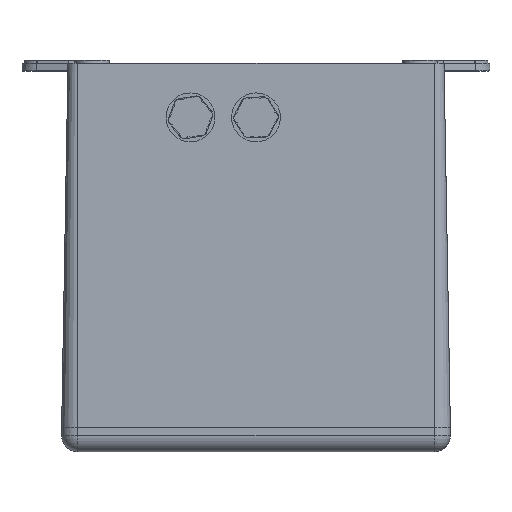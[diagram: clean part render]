
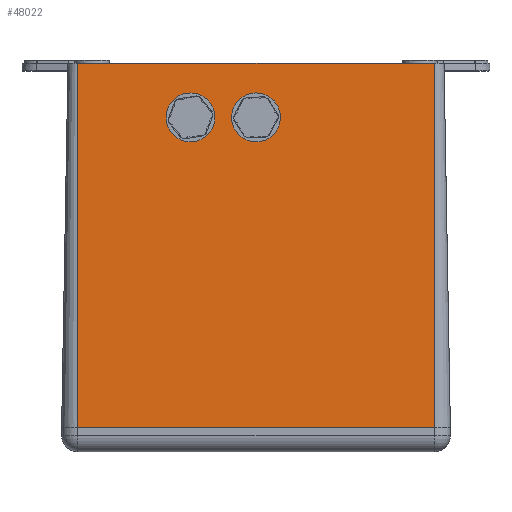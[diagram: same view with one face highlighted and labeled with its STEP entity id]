
A CAD part, front view. The second image highlights one B-rep face of the part: STEP entity #48022.
In plain terms, the highlighted planar face has unit normal (0, -1, 0.018).
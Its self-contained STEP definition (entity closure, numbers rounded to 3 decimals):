
#1051 = CARTESIAN_POINT ( 'NONE',  ( -32., -92.534, 141.25 ) ) ;
#1642 = VERTEX_POINT ( 'NONE', #14516 ) ;
#4046 = CARTESIAN_POINT ( 'NONE',  ( 0., -92.177, 161.75 ) ) ;
#4059 = EDGE_CURVE ( 'NONE', #26800, #41037, #55664, .T. ) ;
#5329 = EDGE_CURVE ( 'NONE', #44949, #1642, #51333, .T. ) ;
#5558 = CARTESIAN_POINT ( 'NONE',  ( -52.5, -92.534, 141.25 ) ) ;
#5970 = CARTESIAN_POINT ( 'NONE',  ( -20.5, -92.534, 141.25 ) ) ;
#7493 = EDGE_LOOP ( 'NONE', ( #32353, #66149, #45392, #21891 ) ) ;
#11926 = CARTESIAN_POINT ( 'NONE',  ( 0., -92.534, 141.25 ) ) ;
#12127 = CARTESIAN_POINT ( 'NONE',  ( -87., -91.893, 178. ) ) ;
#12804 = CARTESIAN_POINT ( 'NONE',  ( 0., -92.177, 161.75 ) ) ;
#13503 = CARTESIAN_POINT ( 'NONE',  ( -87., -95., 0. ) ) ;
#14516 = CARTESIAN_POINT ( 'NONE',  ( 0., -92.534, 141.25 ) ) ;
#16111 = LINE ( 'NONE', #43920, #27241 ) ;
#17182 = VERTEX_POINT ( 'NONE', #30198 ) ;
#17334 = EDGE_CURVE ( 'NONE', #41037, #17182, #89787, .T. ) ;
#21170 = EDGE_CURVE ( 'NONE', #26800, #50756, #38520, .T. ) ;
#21891 = ORIENTED_EDGE ( 'NONE', *, *, #17334, .T. ) ;
#24589 = CARTESIAN_POINT ( 'NONE',  ( 20.5, -92.177, 161.75 ) ) ;
#24641 = VECTOR ( 'NONE', #83834, 1000. ) ;
#26800 = VERTEX_POINT ( 'NONE', #12127 ) ;
#27241 = VECTOR ( 'NONE', #64918, 1000. ) ;
#27415 = CARTESIAN_POINT ( 'NONE',  ( -52.5, -92.177, 161.75 ) ) ;
#27849 = CARTESIAN_POINT ( 'NONE',  ( -32., -92.177, 161.75 ) ) ;
#28280 = CARTESIAN_POINT ( 'NONE',  ( -87., -95., 0. ) ) ;
#28701 = CARTESIAN_POINT ( 'NONE',  ( -87., -95., 0. ) ) ;
#28974 = EDGE_CURVE ( 'NONE', #50756, #17182, #16111, .T. ) ;
#29993 = EDGE_LOOP ( 'NONE', ( #86874, #58039 ) ) ;
#30198 = CARTESIAN_POINT ( 'NONE',  ( 87., -95., 0. ) ) ;
#30914 = EDGE_LOOP ( 'NONE', ( #38961, #51303 ) ) ;
#32353 = ORIENTED_EDGE ( 'NONE', *, *, #28974, .F. ) ;
#32886 = CARTESIAN_POINT ( 'NONE',  ( -32., -92.534, 141.25 ) ) ;
#34535 = VERTEX_POINT ( 'NONE', #1051 ) ;
#34561 = FACE_OUTER_BOUND ( 'NONE', #7493, .T. ) ;
#34885 =( BOUNDED_CURVE ( )  B_SPLINE_CURVE ( 3, ( #83425, #5558, #27415, #27849 ),
 .UNSPECIFIED., .F., .T. ) 
 B_SPLINE_CURVE_WITH_KNOTS ( ( 4, 4 ),
 ( 3.142, 6.283 ),
 .UNSPECIFIED. ) 
 CURVE ( )  GEOMETRIC_REPRESENTATION_ITEM ( )  RATIONAL_B_SPLINE_CURVE ( ( 1., 0.333, 0.333, 1. ) ) 
 REPRESENTATION_ITEM ( '' )  );
#38520 = LINE ( 'NONE', #40321, #52598 ) ;
#38961 = ORIENTED_EDGE ( 'NONE', *, *, #5329, .T. ) ;
#39212 = CARTESIAN_POINT ( 'NONE',  ( -32., -92.177, 161.75 ) ) ;
#40321 = CARTESIAN_POINT ( 'NONE',  ( -87., -91.893, 178. ) ) ;
#41037 = VERTEX_POINT ( 'NONE', #13503 ) ;
#43619 = AXIS2_PLACEMENT_3D ( 'NONE', #68317, #62377, #83292 ) ;
#43920 = CARTESIAN_POINT ( 'NONE',  ( 87., -95., 0. ) ) ;
#44238 = VERTEX_POINT ( 'NONE', #39212 ) ;
#44949 = VERTEX_POINT ( 'NONE', #45370 ) ;
#45370 = CARTESIAN_POINT ( 'NONE',  ( 0., -92.177, 161.75 ) ) ;
#45392 = ORIENTED_EDGE ( 'NONE', *, *, #4059, .T. ) ;
#46119 = CARTESIAN_POINT ( 'NONE',  ( -32., -92.177, 161.75 ) ) ;
#48022 = ADVANCED_FACE ( 'NONE', ( #67894, #60669, #34561 ), #76485, .T. ) ;
#50756 = VERTEX_POINT ( 'NONE', #64574 ) ;
#51303 = ORIENTED_EDGE ( 'NONE', *, *, #72095, .T. ) ;
#51333 =( BOUNDED_CURVE ( )  B_SPLINE_CURVE ( 3, ( #4046, #24589, #74233, #66976 ),
 .UNSPECIFIED., .F., .T. ) 
 B_SPLINE_CURVE_WITH_KNOTS ( ( 4, 4 ),
 ( 0., 3.142 ),
 .UNSPECIFIED. ) 
 CURVE ( )  GEOMETRIC_REPRESENTATION_ITEM ( )  RATIONAL_B_SPLINE_CURVE ( ( 1., 0.333, 0.333, 1. ) ) 
 REPRESENTATION_ITEM ( '' )  );
#52598 = VECTOR ( 'NONE', #62613, 1000. ) ;
#52934 = EDGE_CURVE ( 'NONE', #44238, #34535, #80162, .T. ) ;
#53939 = CARTESIAN_POINT ( 'NONE',  ( -20.5, -92.177, 161.75 ) ) ;
#55664 = LINE ( 'NONE', #28701, #77320 ) ;
#58039 = ORIENTED_EDGE ( 'NONE', *, *, #86165, .T. ) ;
#60669 = FACE_BOUND ( 'NONE', #29993, .T. ) ;
#62377 = DIRECTION ( 'NONE',  ( 0., -1., 0.017 ) ) ;
#62613 = DIRECTION ( 'NONE',  ( 1., 0., 0. ) ) ;
#64574 = CARTESIAN_POINT ( 'NONE',  ( 87., -91.893, 178. ) ) ;
#64918 = DIRECTION ( 'NONE',  ( 0., -0.017, -1. ) ) ;
#66149 = ORIENTED_EDGE ( 'NONE', *, *, #21170, .F. ) ;
#66976 = CARTESIAN_POINT ( 'NONE',  ( 0., -92.534, 141.25 ) ) ;
#67894 = FACE_BOUND ( 'NONE', #30914, .T. ) ;
#68317 = CARTESIAN_POINT ( 'NONE',  ( -87., -95., 0. ) ) ;
#68406 = CARTESIAN_POINT ( 'NONE',  ( -11.5, -92.177, 161.75 ) ) ;
#72095 = EDGE_CURVE ( 'NONE', #1642, #44949, #84938, .T. ) ;
#74233 = CARTESIAN_POINT ( 'NONE',  ( 20.5, -92.534, 141.25 ) ) ;
#76485 = PLANE ( 'NONE',  #43619 ) ;
#77320 = VECTOR ( 'NONE', #83361, 1000. ) ;
#80162 =( BOUNDED_CURVE ( )  B_SPLINE_CURVE ( 3, ( #46119, #68406, #87574, #32886 ),
 .UNSPECIFIED., .F., .T. ) 
 B_SPLINE_CURVE_WITH_KNOTS ( ( 4, 4 ),
 ( 0., 3.142 ),
 .UNSPECIFIED. ) 
 CURVE ( )  GEOMETRIC_REPRESENTATION_ITEM ( )  RATIONAL_B_SPLINE_CURVE ( ( 1., 0.333, 0.333, 1. ) ) 
 REPRESENTATION_ITEM ( '' )  );
#83292 = DIRECTION ( 'NONE',  ( 0., -0.017, -1. ) ) ;
#83361 = DIRECTION ( 'NONE',  ( 0., -0.017, -1. ) ) ;
#83425 = CARTESIAN_POINT ( 'NONE',  ( -32., -92.534, 141.25 ) ) ;
#83834 = DIRECTION ( 'NONE',  ( 1., 0., 0. ) ) ;
#84938 =( BOUNDED_CURVE ( )  B_SPLINE_CURVE ( 3, ( #11926, #5970, #53939, #12804 ),
 .UNSPECIFIED., .F., .T. ) 
 B_SPLINE_CURVE_WITH_KNOTS ( ( 4, 4 ),
 ( 3.142, 6.283 ),
 .UNSPECIFIED. ) 
 CURVE ( )  GEOMETRIC_REPRESENTATION_ITEM ( )  RATIONAL_B_SPLINE_CURVE ( ( 1., 0.333, 0.333, 1. ) ) 
 REPRESENTATION_ITEM ( '' )  );
#86165 = EDGE_CURVE ( 'NONE', #34535, #44238, #34885, .T. ) ;
#86874 = ORIENTED_EDGE ( 'NONE', *, *, #52934, .T. ) ;
#87574 = CARTESIAN_POINT ( 'NONE',  ( -11.5, -92.534, 141.25 ) ) ;
#89787 = LINE ( 'NONE', #28280, #24641 ) ;
